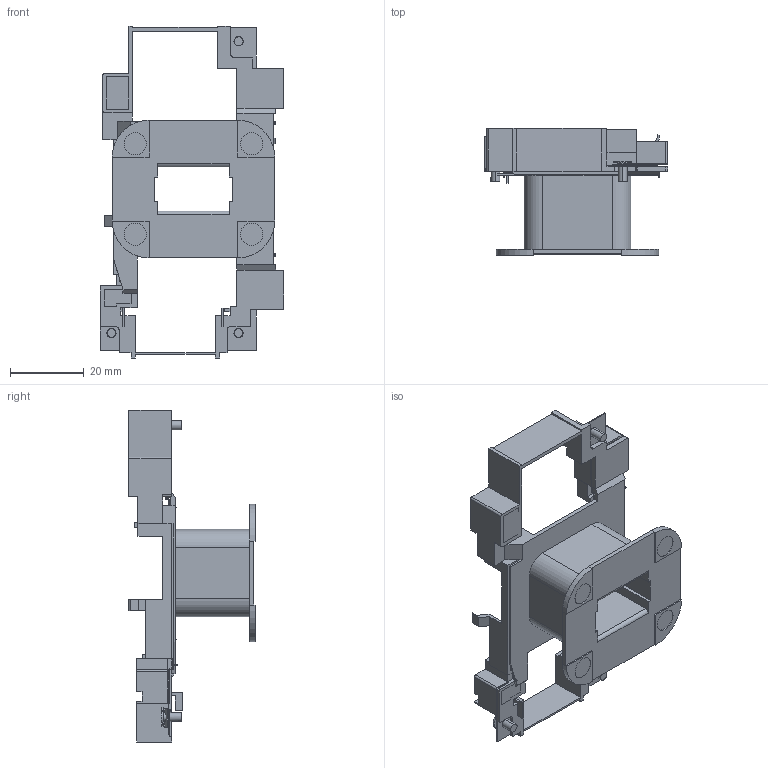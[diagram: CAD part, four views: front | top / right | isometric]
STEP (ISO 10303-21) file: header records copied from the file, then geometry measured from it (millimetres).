
FILE_DESCRIPTION (( 'STEP AP203' ), '1' );
FILE_NAME ('BZA40-84.STEP', '2016-01-19T05:22:28', ( '' ), ( '' ), 'SwSTEP 2.0', 'SolidWorks 2013', '' );
FILE_SCHEMA (( 'CONFIG_CONTROL_DESIGN' ));
Length unit declared in the file: millimetre
Products named in the file (1): BZA40-84
Bounding box: 49.63 x 34.35 x 89.9 mm (x, y, z)
Volume: 17247.2 mm3; surface area: 19470.3 mm2
Topology: 7 solids, 7 shells, 504 faces, 1421 edges, 934 vertices
Faces by surface type: plane 424, cylinder 80
Entity records: 16175 total; most frequent: CARTESIAN_POINT 2902, ORIENTED_EDGE 2842, DIRECTION 2586, EDGE_CURVE 1421, VECTOR 1238, LINE 1238, VERTEX_POINT 934, AXIS2_PLACEMENT_3D 674
